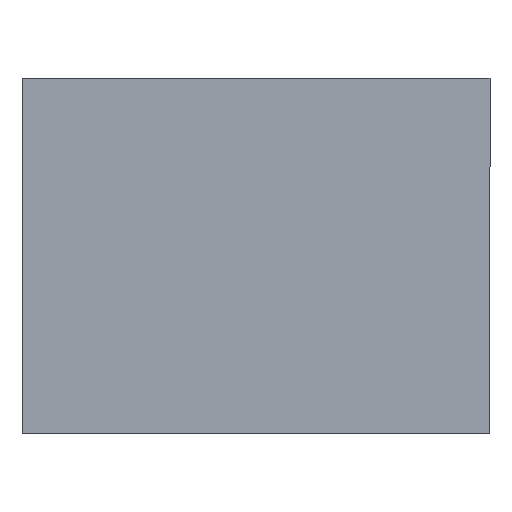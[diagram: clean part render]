
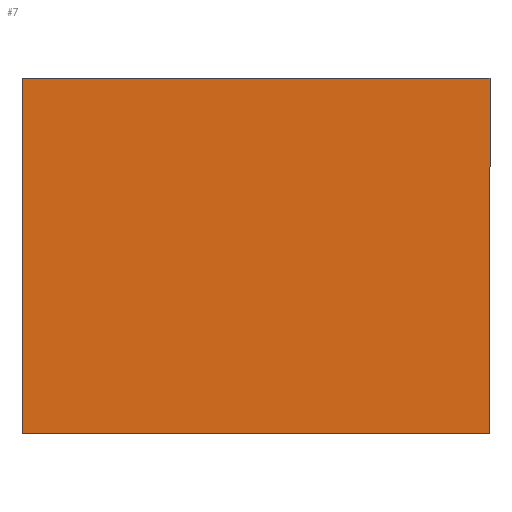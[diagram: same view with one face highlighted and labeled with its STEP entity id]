
A CAD part, front view. The second image highlights one B-rep face of the part: STEP entity #7.
In plain terms, the highlighted planar face has unit normal (0, -1, 0).
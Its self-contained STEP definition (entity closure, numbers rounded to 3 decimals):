
#7 = ADVANCED_FACE ( 'NONE', ( #79 ), #136, .F. ) ;
#8 = LINE ( 'NONE', #289, #152 ) ;
#9 = VERTEX_POINT ( 'NONE', #87 ) ;
#14 = VERTEX_POINT ( 'NONE', #115 ) ;
#19 = DIRECTION ( 'NONE',  ( 1., 0., 0. ) ) ;
#20 = DIRECTION ( 'NONE',  ( 0., 0., 1. ) ) ;
#33 = EDGE_CURVE ( 'NONE', #9, #281, #51, .T. ) ;
#46 = DIRECTION ( 'NONE',  ( -1., 0., 0. ) ) ;
#47 = EDGE_CURVE ( 'NONE', #14, #9, #8, .T. ) ;
#51 = LINE ( 'NONE', #220, #167 ) ;
#55 = ORIENTED_EDGE ( 'NONE', *, *, #277, .F. ) ;
#60 = CARTESIAN_POINT ( 'NONE',  ( 0., 0., 0. ) ) ;
#61 = EDGE_LOOP ( 'NONE', ( #228, #74, #55, #217 ) ) ;
#74 = ORIENTED_EDGE ( 'NONE', *, *, #47, .F. ) ;
#79 = FACE_OUTER_BOUND ( 'NONE', #61, .T. ) ;
#87 = CARTESIAN_POINT ( 'NONE',  ( 72.625, 0., 55.15 ) ) ;
#89 = CARTESIAN_POINT ( 'NONE',  ( -72.625, 0., -55.15 ) ) ;
#114 = CARTESIAN_POINT ( 'NONE',  ( 72.625, 0., -55.15 ) ) ;
#115 = CARTESIAN_POINT ( 'NONE',  ( -72.625, 0., 55.15 ) ) ;
#116 = VECTOR ( 'NONE', #20, 1000. ) ;
#132 = DIRECTION ( 'NONE',  ( 0., 1., 0. ) ) ;
#136 = PLANE ( 'NONE',  #274 ) ;
#152 = VECTOR ( 'NONE', #19, 1000. ) ;
#153 = DIRECTION ( 'NONE',  ( 0., 0., -1. ) ) ;
#158 = VECTOR ( 'NONE', #46, 1000. ) ;
#159 = CARTESIAN_POINT ( 'NONE',  ( -72.625, 0., -55.15 ) ) ;
#167 = VECTOR ( 'NONE', #153, 1000. ) ;
#173 = LINE ( 'NONE', #89, #116 ) ;
#182 = CARTESIAN_POINT ( 'NONE',  ( -72.625, 0., -55.15 ) ) ;
#184 = LINE ( 'NONE', #182, #158 ) ;
#217 = ORIENTED_EDGE ( 'NONE', *, *, #226, .F. ) ;
#220 = CARTESIAN_POINT ( 'NONE',  ( 72.625, 0., -55.15 ) ) ;
#226 = EDGE_CURVE ( 'NONE', #281, #284, #184, .T. ) ;
#228 = ORIENTED_EDGE ( 'NONE', *, *, #33, .F. ) ;
#236 = DIRECTION ( 'NONE',  ( 0., 0., 1. ) ) ;
#274 = AXIS2_PLACEMENT_3D ( 'NONE', #60, #132, #236 ) ;
#277 = EDGE_CURVE ( 'NONE', #284, #14, #173, .T. ) ;
#281 = VERTEX_POINT ( 'NONE', #114 ) ;
#284 = VERTEX_POINT ( 'NONE', #159 ) ;
#289 = CARTESIAN_POINT ( 'NONE',  ( -72.625, 0., 55.15 ) ) ;
